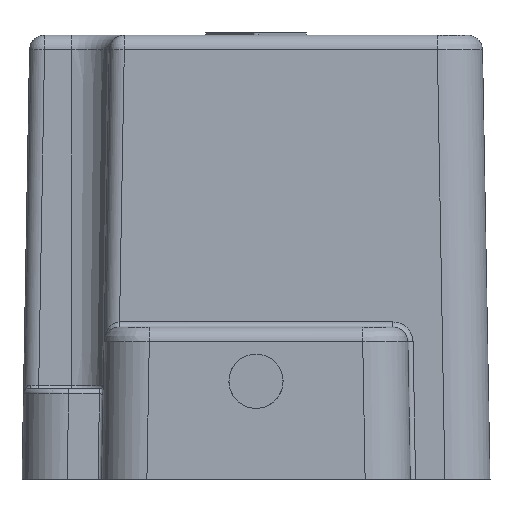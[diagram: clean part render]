
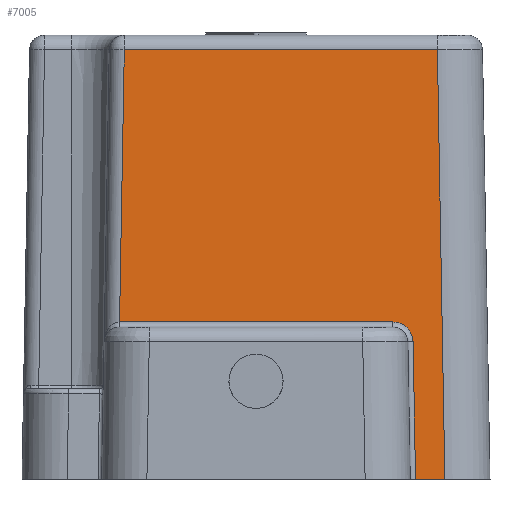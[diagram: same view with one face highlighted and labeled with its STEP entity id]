
A CAD part, left-side view. The second image highlights one B-rep face of the part: STEP entity #7005.
In plain terms, the highlighted planar face has unit normal (-1, 0, 0.018).
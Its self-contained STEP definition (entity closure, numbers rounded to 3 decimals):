
#4691=CARTESIAN_POINT('Vertex',(-30.004,-24.105,57.035)) ;
#6370=CARTESIAN_POINT('Vertex',(-30.004,17.505,57.035)) ;
#6390=CARTESIAN_POINT('Line Origine',(-30.004,0.074,57.035)) ;
#6583=CARTESIAN_POINT('Line Origine',(-30.485,-24.586,29.5)) ;
#6587=CARTESIAN_POINT('Vertex',(-31.,-25.101,0.)) ;
#6676=CARTESIAN_POINT('Vertex',(-31.,-21.2,0.)) ;
#6681=CARTESIAN_POINT('Line Origine',(-30.485,-20.685,29.5)) ;
#6685=CARTESIAN_POINT('Vertex',(-30.682,-20.882,18.235)) ;
#6954=CARTESIAN_POINT('Vertex',(-30.635,18.136,20.888)) ;
#6957=CARTESIAN_POINT('Line Origine',(-30.485,17.985,29.5)) ;
#6971=CARTESIAN_POINT('Axis2P3D Location',(-31.,0.,0.)) ;
#6976=CARTESIAN_POINT('Line Origine',(-30.635,0.,20.888)) ;
#6980=CARTESIAN_POINT('Vertex',(-30.635,-18.182,20.888)) ;
#6984=CARTESIAN_POINT('Control Point',(-30.682,-20.882,18.235)) ;
#6985=CARTESIAN_POINT('Control Point',(-30.667,-20.867,19.073)) ;
#6986=CARTESIAN_POINT('Control Point',(-30.653,-20.528,19.907)) ;
#6987=CARTESIAN_POINT('Control Point',(-30.641,-19.861,20.563)) ;
#6988=CARTESIAN_POINT('Control Point',(-30.635,-19.021,20.888)) ;
#6989=CARTESIAN_POINT('Control Point',(-30.635,-18.182,20.888)) ;
#6991=CARTESIAN_POINT('Line Origine',(-31.,0.,0.)) ;
#6392=VECTOR('Line Direction',#6391,1.) ;
#6585=VECTOR('Line Direction',#6584,1.) ;
#6683=VECTOR('Line Direction',#6682,1.) ;
#6959=VECTOR('Line Direction',#6958,1.) ;
#6978=VECTOR('Line Direction',#6977,1.) ;
#6993=VECTOR('Line Direction',#6992,1.) ;
#6391=DIRECTION('Vector Direction',(0.,-1.,0.)) ;
#6584=DIRECTION('Vector Direction',(0.017,0.017,1.)) ;
#6682=DIRECTION('Vector Direction',(0.017,0.017,1.)) ;
#6958=DIRECTION('Vector Direction',(0.017,-0.017,1.)) ;
#6972=DIRECTION('Axis2P3D Direction',(-1.,0.,0.017)) ;
#6973=DIRECTION('Axis2P3D XDirection',(0.,1.,0.)) ;
#6977=DIRECTION('Vector Direction',(0.,1.,0.)) ;
#6992=DIRECTION('Vector Direction',(0.,1.,0.)) ;
#6974=AXIS2_PLACEMENT_3D('Plane Axis2P3D',#6971,#6972,#6973) ;
#6393=LINE('Line',#6390,#6392) ;
#6586=LINE('Line',#6583,#6585) ;
#6684=LINE('Line',#6681,#6683) ;
#6960=LINE('Line',#6957,#6959) ;
#6979=LINE('Line',#6976,#6978) ;
#6994=LINE('Line',#6991,#6993) ;
#6975=PLANE('',#6974) ;
#6394=EDGE_CURVE('',#6371,#4692,#6393,.T.) ;
#6589=EDGE_CURVE('',#4692,#6588,#6586,.F.) ;
#6687=EDGE_CURVE('',#6686,#6677,#6684,.F.) ;
#6961=EDGE_CURVE('',#6371,#6955,#6960,.F.) ;
#6982=EDGE_CURVE('',#6955,#6981,#6979,.F.) ;
#6990=EDGE_CURVE('',#6981,#6686,#6983,.F.) ;
#6995=EDGE_CURVE('',#6588,#6677,#6994,.T.) ;
#6997=ORIENTED_EDGE('',*,*,#6961,.T.) ;
#6998=ORIENTED_EDGE('',*,*,#6982,.T.) ;
#6999=ORIENTED_EDGE('',*,*,#6990,.T.) ;
#7000=ORIENTED_EDGE('',*,*,#6687,.T.) ;
#7001=ORIENTED_EDGE('',*,*,#6995,.F.) ;
#7002=ORIENTED_EDGE('',*,*,#6589,.F.) ;
#7003=ORIENTED_EDGE('',*,*,#6394,.F.) ;
#6996=EDGE_LOOP('',(#6997,#6998,#6999,#7000,#7001,#7002,#7003)) ;
#4692=VERTEX_POINT('',#4691) ;
#6371=VERTEX_POINT('',#6370) ;
#6588=VERTEX_POINT('',#6587) ;
#6677=VERTEX_POINT('',#6676) ;
#6686=VERTEX_POINT('',#6685) ;
#6955=VERTEX_POINT('',#6954) ;
#6981=VERTEX_POINT('',#6980) ;
#7005=ADVANCED_FACE('PartBody',(#7004),#6975,.T.) ;
#6983=B_SPLINE_CURVE_WITH_KNOTS('',5,(#6984,#6985,#6986,#6987,#6988,#6989),.UNSPECIFIED.,.F.,.U.,(6,6),(7.947,13.167),.UNSPECIFIED.) ;
#7004=FACE_OUTER_BOUND('',#6996,.T.) ;
